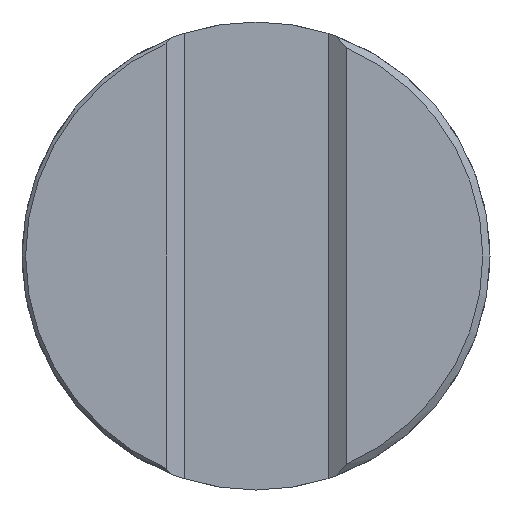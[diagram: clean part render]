
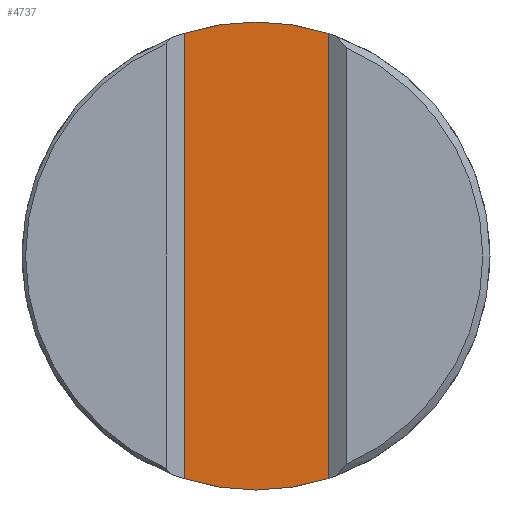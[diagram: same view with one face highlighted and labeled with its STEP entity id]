
A CAD part, front view. The second image highlights one B-rep face of the part: STEP entity #4737.
In plain terms, the highlighted planar face has unit normal (0, -1, 0).
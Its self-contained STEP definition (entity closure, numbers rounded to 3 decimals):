
#34=CARTESIAN_POINT('',(0.,0.375,0.));
#35=DIRECTION('',(0.,1.,0.));
#36=DIRECTION('',(-0.308,0.,0.951));
#37=AXIS2_PLACEMENT_3D('',#34,#35,#36);
#53=DIRECTION('',(0.,0.,1.));
#54=VECTOR('',#53,12.369);
#55=CARTESIAN_POINT('',(2.,0.375,-6.185));
#56=LINE('',#55,#54);
#76=CARTESIAN_POINT('',(0.,0.375,0.));
#77=DIRECTION('',(0.,1.,0.));
#78=DIRECTION('',(0.308,0.,-0.951));
#79=AXIS2_PLACEMENT_3D('',#76,#77,#78);
#4553=DIRECTION('',(0.,0.,1.));
#4554=VECTOR('',#4553,12.369);
#4555=CARTESIAN_POINT('',(-2.,0.375,-6.185));
#4556=LINE('',#4555,#4554);
#4570=CARTESIAN_POINT('',(2.,0.375,-6.185));
#4571=CARTESIAN_POINT('',(2.,0.375,6.185));
#4572=VERTEX_POINT('',#4570);
#4573=VERTEX_POINT('',#4571);
#4574=CARTESIAN_POINT('',(-2.,0.375,-6.185));
#4575=CARTESIAN_POINT('',(-2.,0.375,6.185));
#4576=VERTEX_POINT('',#4574);
#4577=VERTEX_POINT('',#4575);
#4724=CARTESIAN_POINT('',(2.,0.375,-7.803));
#4725=DIRECTION('',(0.,1.,0.));
#4726=DIRECTION('',(-1.,0.,0.));
#4727=AXIS2_PLACEMENT_3D('',#4724,#4725,#4726);
#4728=PLANE('',#4727);
#4729=ORIENTED_EDGE('',*,*,#4678,.F.);
#4731=ORIENTED_EDGE('',*,*,#4730,.T.);
#4733=ORIENTED_EDGE('',*,*,#4732,.T.);
#4734=ORIENTED_EDGE('',*,*,#4709,.T.);
#4735=EDGE_LOOP('',(#4729,#4731,#4733,#4734));
#4736=FACE_OUTER_BOUND('',#4735,.F.);
#38=CIRCLE('',#37,6.5);
#80=CIRCLE('',#79,6.5);
#4678=EDGE_CURVE('',#4572,#4573,#56,.T.);
#4709=EDGE_CURVE('',#4577,#4573,#38,.T.);
#4730=EDGE_CURVE('',#4572,#4576,#80,.T.);
#4732=EDGE_CURVE('',#4576,#4577,#4556,.T.);
#4737=ADVANCED_FACE('',(#4736),#4728,.F.);
